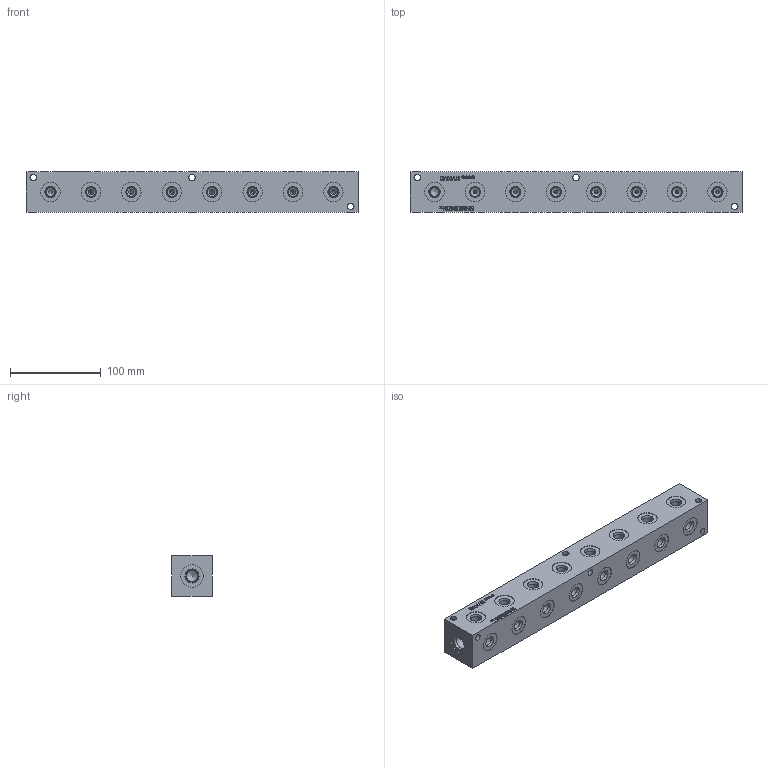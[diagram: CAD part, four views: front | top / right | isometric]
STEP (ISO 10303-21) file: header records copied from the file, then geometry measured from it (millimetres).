
FILE_DESCRIPTION(/* description */ (''),/* implementation_level */ '2;1');
FILE_NAME(/* name */ '_H0900804S.stp',/* time_stamp */ '2020-04-27T16:55:05-04:00',/* author */ ('devonn'),/* organization */ (''),/* preprocessor_version */ 'ST-DEVELOPER v17',/* originating_system */ 'Autodesk Inventor 2019',/* authorisation */ '');
FILE_SCHEMA (('AUTOMOTIVE_DESIGN { 1 0 10303 214 3 1 1 }'));
Length unit declared in the file: millimetre
Products named in the file (1): Part_AH0900804S_3D
Bounding box: 365.12 x 44.45 x 44.45 mm (x, y, z)
Volume: 674807.6 mm3; surface area: 85988.1 mm2
Topology: 1 solids, 1 shells, 529 faces, 1425 edges, 944 vertices
Faces by surface type: plane 247, bspline 110, cylinder 93, cone 79
Full cylindrical faces by diameter (mm): 7.137 x12, 9.525 x8, 9.881 x16, 11.125 x16, 12.294 x2, 12.395 x15, 12.9 x1, 12.903 x1, 14.275 x2, 14.529 x2, 21.285 x16, 25.019 x2
Entity records: 17541 total; most frequent: CARTESIAN_POINT 4311, ORIENTED_EDGE 2814, DIRECTION 2395, EDGE_CURVE 1407, VERTEX_POINT 944, LINE 819, VECTOR 819, AXIS2_PLACEMENT_3D 788
